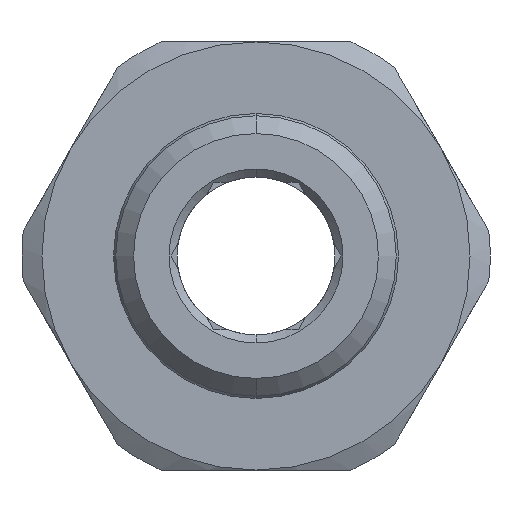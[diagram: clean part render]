
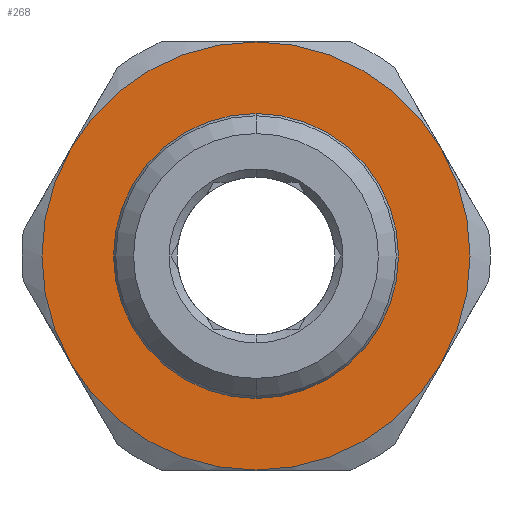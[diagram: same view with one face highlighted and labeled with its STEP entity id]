
A CAD part, left-side view. The second image highlights one B-rep face of the part: STEP entity #268.
In plain terms, the highlighted planar face has unit normal (-1, 0, 0).
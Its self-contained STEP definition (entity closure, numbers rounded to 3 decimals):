
#268 = ADVANCED_FACE ( 'NONE', ( #4910, #4911 ), #529, .T. ) ;
#374 = VERTEX_POINT ( 'NONE', #886 ) ;
#419 = VERTEX_POINT ( 'NONE', #901 ) ;
#529 = PLANE ( 'NONE',  #5069 ) ;
#530 = CARTESIAN_POINT ( 'NONE',  ( -34.5, 10.65, 0. ) ) ;
#531 = DIRECTION ( 'NONE',  ( -1., 0., 0. ) ) ;
#532 = DIRECTION ( 'NONE',  ( 0., 0., 1. ) ) ;
#597 = VERTEX_POINT ( 'NONE', #902 ) ;
#606 = VERTEX_POINT ( 'NONE', #911 ) ;
#636 = VERTEX_POINT ( 'NONE', #941 ) ;
#724 = VERTEX_POINT ( 'NONE', #974 ) ;
#774 = VERTEX_POINT ( 'NONE', #1024 ) ;
#784 = VERTEX_POINT ( 'NONE', #1034 ) ;
#886 = CARTESIAN_POINT ( 'NONE',  ( -34.5, 0., 10.65 ) ) ;
#901 = CARTESIAN_POINT ( 'NONE',  ( -34.5, 0., -10.65 ) ) ;
#902 = CARTESIAN_POINT ( 'NONE',  ( -34.5, 13.856, -8. ) ) ;
#911 = CARTESIAN_POINT ( 'NONE',  ( -34.5, 0., 16. ) ) ;
#941 = CARTESIAN_POINT ( 'NONE',  ( -34.5, 0., -16. ) ) ;
#974 = CARTESIAN_POINT ( 'NONE',  ( -34.5, -13.856, -8. ) ) ;
#1024 = CARTESIAN_POINT ( 'NONE',  ( -34.5, 13.856, 8. ) ) ;
#1034 = CARTESIAN_POINT ( 'NONE',  ( -34.5, -13.856, 8. ) ) ;
#1168 = EDGE_LOOP ( 'NONE', ( #1260, #1261, #1262, #1263, #1264, #1265 ) ) ;
#1258 = ORIENTED_EDGE ( 'NONE', *, *, #3877, .T. ) ;
#1259 = ORIENTED_EDGE ( 'NONE', *, *, #3860, .T. ) ;
#1260 = ORIENTED_EDGE ( 'NONE', *, *, #3859, .F. ) ;
#1261 = ORIENTED_EDGE ( 'NONE', *, *, #3858, .F. ) ;
#1262 = ORIENTED_EDGE ( 'NONE', *, *, #3857, .F. ) ;
#1263 = ORIENTED_EDGE ( 'NONE', *, *, #3856, .F. ) ;
#1264 = ORIENTED_EDGE ( 'NONE', *, *, #3855, .F. ) ;
#1265 = ORIENTED_EDGE ( 'NONE', *, *, #3854, .F. ) ;
#1670 = CARTESIAN_POINT ( 'NONE',  ( -34.5, 0., 0. ) ) ;
#1671 = DIRECTION ( 'NONE',  ( 1., 0., 0. ) ) ;
#1672 = DIRECTION ( 'NONE',  ( 0., 0., -1. ) ) ;
#1673 = CARTESIAN_POINT ( 'NONE',  ( -34.5, 0., 0. ) ) ;
#1674 = DIRECTION ( 'NONE',  ( 1., 0., 0. ) ) ;
#1675 = DIRECTION ( 'NONE',  ( 0., 0., -1. ) ) ;
#1676 = CARTESIAN_POINT ( 'NONE',  ( -34.5, 0., 0. ) ) ;
#1677 = DIRECTION ( 'NONE',  ( 1., 0., 0. ) ) ;
#1678 = DIRECTION ( 'NONE',  ( 0., 0., -1. ) ) ;
#1679 = CARTESIAN_POINT ( 'NONE',  ( -34.5, 0., 0. ) ) ;
#1680 = DIRECTION ( 'NONE',  ( 1., 0., 0. ) ) ;
#1681 = DIRECTION ( 'NONE',  ( 0., 0., -1. ) ) ;
#1682 = CARTESIAN_POINT ( 'NONE',  ( -34.5, 0., 0. ) ) ;
#1683 = DIRECTION ( 'NONE',  ( 1., 0., 0. ) ) ;
#1684 = DIRECTION ( 'NONE',  ( 0., 0., -1. ) ) ;
#1685 = CARTESIAN_POINT ( 'NONE',  ( -34.5, 0., 0. ) ) ;
#1686 = DIRECTION ( 'NONE',  ( 1., 0., 0. ) ) ;
#1687 = DIRECTION ( 'NONE',  ( 0., 0., -1. ) ) ;
#1688 = CARTESIAN_POINT ( 'NONE',  ( -34.5, 0., 0. ) ) ;
#1689 = DIRECTION ( 'NONE',  ( 1., 0., 0. ) ) ;
#1690 = DIRECTION ( 'NONE',  ( 0., 0., -1. ) ) ;
#1734 = CARTESIAN_POINT ( 'NONE',  ( -34.5, 0., 0. ) ) ;
#1735 = DIRECTION ( 'NONE',  ( 1., 0., 0. ) ) ;
#1736 = DIRECTION ( 'NONE',  ( 0., 0., -1. ) ) ;
#2002 = AXIS2_PLACEMENT_3D ( 'NONE', #1670, #1671, #1672 ) ;
#2003 = AXIS2_PLACEMENT_3D ( 'NONE', #1673, #1674, #1675 ) ;
#2004 = AXIS2_PLACEMENT_3D ( 'NONE', #1676, #1677, #1678 ) ;
#2005 = AXIS2_PLACEMENT_3D ( 'NONE', #1679, #1680, #1681 ) ;
#2006 = AXIS2_PLACEMENT_3D ( 'NONE', #1682, #1683, #1684 ) ;
#2007 = AXIS2_PLACEMENT_3D ( 'NONE', #1685, #1686, #1687 ) ;
#2008 = AXIS2_PLACEMENT_3D ( 'NONE', #1688, #1689, #1690 ) ;
#2020 = AXIS2_PLACEMENT_3D ( 'NONE', #1734, #1735, #1736 ) ;
#2064 = CIRCLE ( 'NONE', #2002, 16. ) ;
#2065 = CIRCLE ( 'NONE', #2003, 16. ) ;
#2066 = CIRCLE ( 'NONE', #2004, 16. ) ;
#2067 = CIRCLE ( 'NONE', #2005, 16. ) ;
#2068 = CIRCLE ( 'NONE', #2006, 16. ) ;
#2069 = CIRCLE ( 'NONE', #2007, 16. ) ;
#2070 = CIRCLE ( 'NONE', #2008, 10.65 ) ;
#2092 = CIRCLE ( 'NONE', #2020, 10.65 ) ;
#3759 = EDGE_LOOP ( 'NONE', ( #1258, #1259 ) ) ;
#3854 = EDGE_CURVE ( 'NONE', #597, #774, #2064, .T. ) ;
#3855 = EDGE_CURVE ( 'NONE', #774, #606, #2065, .T. ) ;
#3856 = EDGE_CURVE ( 'NONE', #606, #784, #2066, .T. ) ;
#3857 = EDGE_CURVE ( 'NONE', #784, #724, #2067, .T. ) ;
#3858 = EDGE_CURVE ( 'NONE', #724, #636, #2068, .T. ) ;
#3859 = EDGE_CURVE ( 'NONE', #636, #597, #2069, .T. ) ;
#3860 = EDGE_CURVE ( 'NONE', #374, #419, #2070, .T. ) ;
#3877 = EDGE_CURVE ( 'NONE', #419, #374, #2092, .T. ) ;
#4910 = FACE_BOUND ( 'NONE', #3759, .T. ) ;
#4911 = FACE_OUTER_BOUND ( 'NONE', #1168, .T. ) ;
#5069 = AXIS2_PLACEMENT_3D ( 'NONE', #530, #531, #532 ) ;
